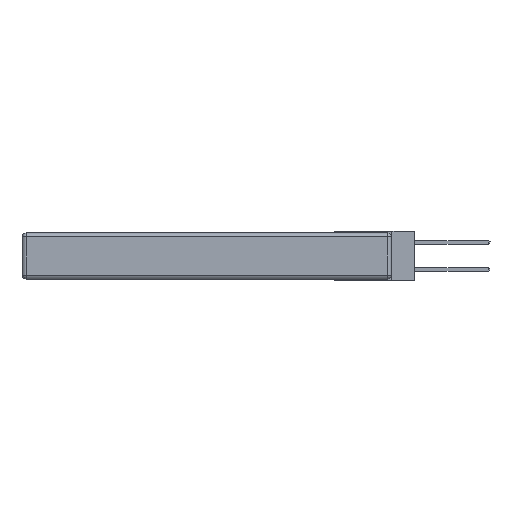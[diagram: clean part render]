
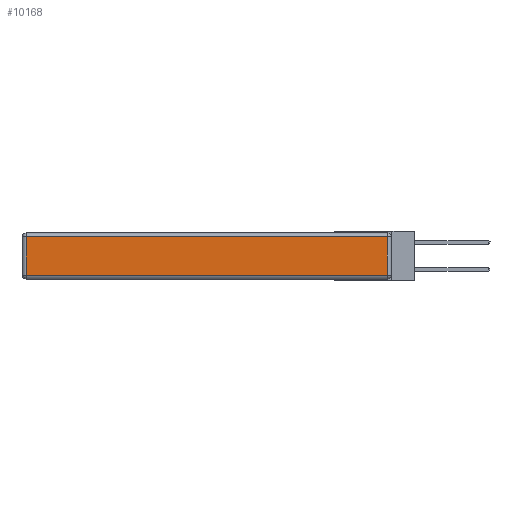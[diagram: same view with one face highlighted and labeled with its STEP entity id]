
A CAD part, left-side view. The second image highlights one B-rep face of the part: STEP entity #10168.
In plain terms, the highlighted planar face has unit normal (-1, 0, 0).
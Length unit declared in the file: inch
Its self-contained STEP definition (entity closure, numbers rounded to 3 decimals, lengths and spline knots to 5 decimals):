
#84 = VERTEX_POINT ( 'NONE', #12178 ) ;
#486 = LINE ( 'NONE', #11164, #1853 ) ;
#803 = CARTESIAN_POINT ( 'NONE',  ( 0., 2.72, -0.343 ) ) ;
#977 = LINE ( 'NONE', #5118, #13308 ) ;
#1232 = DIRECTION ( 'NONE',  ( 0., 1., 0. ) ) ;
#1603 = ORIENTED_EDGE ( 'NONE', *, *, #3306, .T. ) ;
#1853 = VECTOR ( 'NONE', #1232, 39.37008 ) ;
#2012 = ORIENTED_EDGE ( 'NONE', *, *, #12483, .T. ) ;
#2144 = VERTEX_POINT ( 'NONE', #10485 ) ;
#2362 = ORIENTED_EDGE ( 'NONE', *, *, #10370, .T. ) ;
#2382 = CARTESIAN_POINT ( 'NONE',  ( 0., 2.72, -0.03 ) ) ;
#2720 = LINE ( 'NONE', #803, #5269 ) ;
#3306 = EDGE_CURVE ( 'NONE', #4140, #84, #2720, .T. ) ;
#3508 = ORIENTED_EDGE ( 'NONE', *, *, #9164, .T. ) ;
#4140 = VERTEX_POINT ( 'NONE', #2382 ) ;
#5118 = CARTESIAN_POINT ( 'NONE',  ( 0., 0., -0.313 ) ) ;
#5269 = VECTOR ( 'NONE', #11645, 39.37008 ) ;
#6219 = DIRECTION ( 'NONE',  ( 0., -1., 0. ) ) ;
#6537 = DIRECTION ( 'NONE',  ( 0., 0., 1. ) ) ;
#8084 = CARTESIAN_POINT ( 'NONE',  ( 0., 0., -0.343 ) ) ;
#8276 = DIRECTION ( 'NONE',  ( 0., 0., 1. ) ) ;
#8896 = CARTESIAN_POINT ( 'NONE',  ( 0., 0.03, -0.343 ) ) ;
#9164 = EDGE_CURVE ( 'NONE', #84, #2144, #977, .T. ) ;
#9663 = LINE ( 'NONE', #8896, #9825 ) ;
#9825 = VECTOR ( 'NONE', #6537, 39.37008 ) ;
#10168 = ADVANCED_FACE ( 'NONE', ( #11209 ), #11415, .T. ) ;
#10370 = EDGE_CURVE ( 'NONE', #2144, #13202, #9663, .T. ) ;
#10485 = CARTESIAN_POINT ( 'NONE',  ( 0., 0.03, -0.313 ) ) ;
#10599 = AXIS2_PLACEMENT_3D ( 'NONE', #8084, #12530, #8276 ) ;
#11164 = CARTESIAN_POINT ( 'NONE',  ( 0., 2.75, -0.03 ) ) ;
#11209 = FACE_OUTER_BOUND ( 'NONE', #12687, .T. ) ;
#11415 = PLANE ( 'NONE',  #10599 ) ;
#11645 = DIRECTION ( 'NONE',  ( 0., 0., -1. ) ) ;
#12178 = CARTESIAN_POINT ( 'NONE',  ( 0., 2.72, -0.313 ) ) ;
#12483 = EDGE_CURVE ( 'NONE', #13202, #4140, #486, .T. ) ;
#12530 = DIRECTION ( 'NONE',  ( -1., 0., 0. ) ) ;
#12687 = EDGE_LOOP ( 'NONE', ( #3508, #2362, #2012, #1603 ) ) ;
#13202 = VERTEX_POINT ( 'NONE', #13947 ) ;
#13308 = VECTOR ( 'NONE', #6219, 39.37008 ) ;
#13947 = CARTESIAN_POINT ( 'NONE',  ( 0., 0.03, -0.03 ) ) ;
